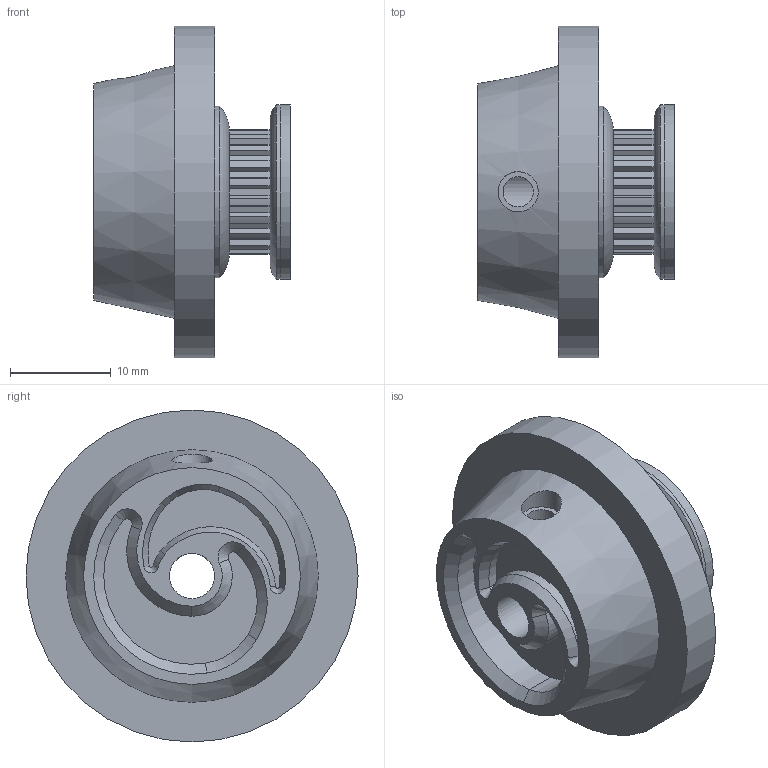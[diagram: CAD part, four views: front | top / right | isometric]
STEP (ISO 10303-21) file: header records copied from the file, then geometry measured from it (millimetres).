
FILE_DESCRIPTION(/* description */ ('','CAx-IF Rec.Pracs.---Representation and Presentation of Product Manufacturing Information (PMI)---4.0---2014-10-13'),/* implementation_level */ '2;1');
FILE_NAME(/* name */ 'Offset_Wheel.step',/* time_stamp */ '2025-02-22T19:24:41-08:00',/* author */ (''),/* organization */ (''),/* preprocessor_version */ 'ST-DEVELOPER v20',/* originating_system */ 'Autodesk Translation Framework v13.20.0.188',/* authorisation */ '');
FILE_SCHEMA (('AP242_MANAGED_MODEL_BASED_3D_ENGINEERING_MIM_LF { 1 0 10303 442 1 1 4 }'));
Length unit declared in the file: millimetre
Products named in the file (3): Waterjet_Chassis; Front_Asm; FR_Wheel
Assembly tree (2 placements, depth 3):
  Waterjet_Chassis
    Front_Asm
      FR_Wheel
Bounding box: 19.5 x 33 x 33 mm (x, y, z)
Volume: 7120.5 mm3; surface area: 3793.7 mm2
Topology: 1 solids, 1 shells, 129 faces, 344 edges, 224 vertices
Faces by surface type: plane 70, cylinder 41, cone 16, torus 2
Full cylindrical faces by diameter (mm): 3 x1, 4 x1, 4.5 x1, 6.5 x1, 17.08 x1, 17.332 x1, 33 x1
Entity records: 4161 total; most frequent: CARTESIAN_POINT 774, DIRECTION 708, ORIENTED_EDGE 688, EDGE_CURVE 344, LINE 238, VECTOR 238, AXIS2_PLACEMENT_3D 235, VERTEX_POINT 224
